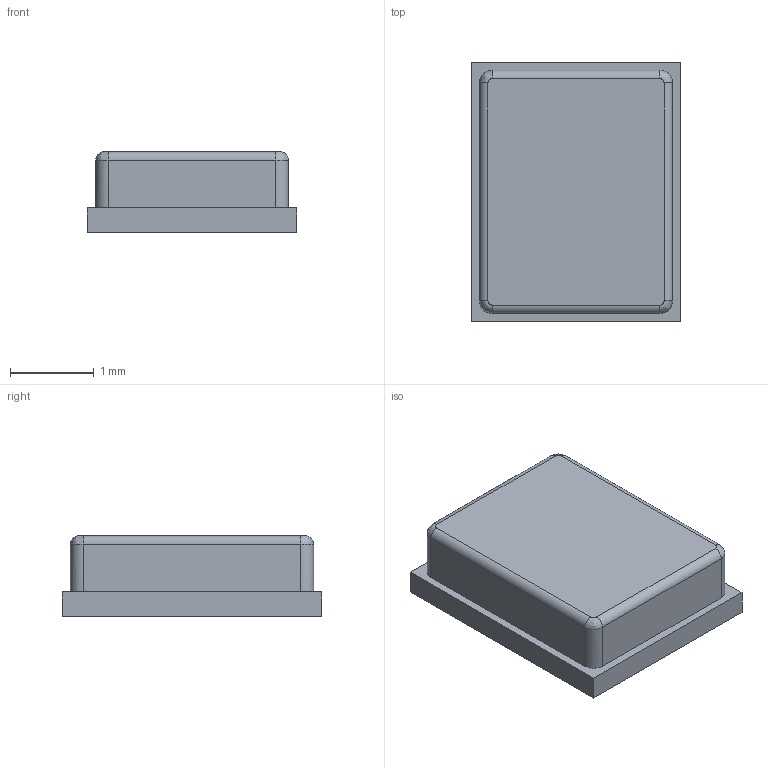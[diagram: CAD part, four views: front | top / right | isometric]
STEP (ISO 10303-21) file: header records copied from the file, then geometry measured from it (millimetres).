
FILE_DESCRIPTION(/* description */ (''),/* implementation_level */ '2;1');
FILE_NAME(/* name */ 'LGA',/* time_stamp */ '2023-10-20T16:43:37+02:00',/* author */ (''),/* organization */ (''),/* preprocessor_version */ 'ST-DEVELOPER v16.5',/* originating_system */ '',/* authorisation */ '');
FILE_SCHEMA (('CONFIG_CONTROL_DESIGN'));
Length unit declared in the file: millimetre
Products named in the file (1): Document
Bounding box: 2.5 x 3.1 x 0.96 mm (x, y, z)
Volume: 6.6 mm3; surface area: 25.9 mm2
Topology: 1 solids, 1 shells, 26 faces, 58 edges, 36 vertices
Faces by surface type: bspline 26
Entity records: 1420 total; most frequent: CARTESIAN_POINT 618, B_SPLINE_CURVE_WITH_KNOTS 120, ORIENTED_EDGE 116, PCURVE 116, DEFINITIONAL_REPRESENTATION 116, SURFACE_CURVE 58, EDGE_CURVE 58, VERTEX_POINT 36
